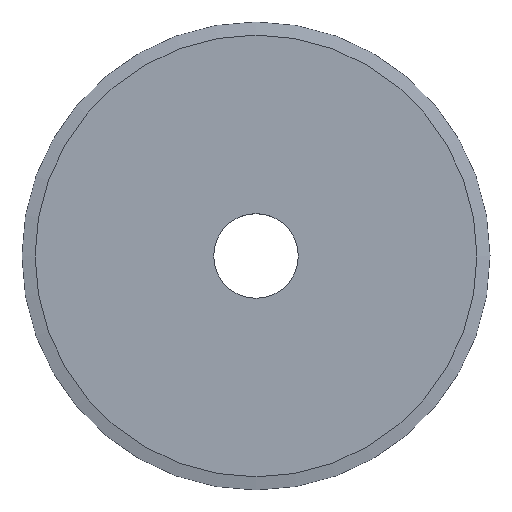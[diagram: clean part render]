
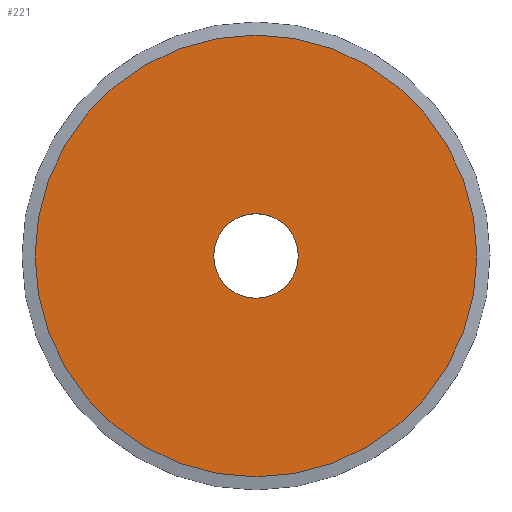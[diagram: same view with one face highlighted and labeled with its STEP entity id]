
A CAD part, top view. The second image highlights one B-rep face of the part: STEP entity #221.
In plain terms, the highlighted planar face has unit normal (0, 0, 1).
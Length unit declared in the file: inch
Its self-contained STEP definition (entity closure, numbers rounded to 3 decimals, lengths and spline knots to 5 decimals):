
#3 = CARTESIAN_POINT ( 'NONE',  ( 0., 0.0995, 0. ) ) ;
#5 = FACE_OUTER_BOUND ( 'NONE', #90, .T. ) ;
#8 = CIRCLE ( 'NONE', #281, 0.51988 ) ;
#23 = EDGE_LOOP ( 'NONE', ( #148, #252 ) ) ;
#24 = DIRECTION ( 'NONE',  ( 0., 0., 1. ) ) ;
#39 = EDGE_CURVE ( 'NONE', #93, #242, #212, .T. ) ;
#46 = CIRCLE ( 'NONE', #142, 0.0995 ) ;
#55 = DIRECTION ( 'NONE',  ( 1., 0., 0. ) ) ;
#62 = VERTEX_POINT ( 'NONE', #238 ) ;
#74 = CARTESIAN_POINT ( 'NONE',  ( 0., 0., 0. ) ) ;
#77 = CARTESIAN_POINT ( 'NONE',  ( 0., 0., 0. ) ) ;
#90 = EDGE_LOOP ( 'NONE', ( #254, #99 ) ) ;
#93 = VERTEX_POINT ( 'NONE', #286 ) ;
#94 = DIRECTION ( 'NONE',  ( 0., 0., -1. ) ) ;
#99 = ORIENTED_EDGE ( 'NONE', *, *, #234, .T. ) ;
#100 = PLANE ( 'NONE',  #203 ) ;
#103 = DIRECTION ( 'NONE',  ( 1., 0., 0. ) ) ;
#126 = DIRECTION ( 'NONE',  ( -1., 0., 0. ) ) ;
#142 = AXIS2_PLACEMENT_3D ( 'NONE', #143, #24, #175 ) ;
#143 = CARTESIAN_POINT ( 'NONE',  ( 0., 0., 0. ) ) ;
#146 = DIRECTION ( 'NONE',  ( 0., 0., 1. ) ) ;
#148 = ORIENTED_EDGE ( 'NONE', *, *, #259, .F. ) ;
#175 = DIRECTION ( 'NONE',  ( 1., 0., 0. ) ) ;
#193 = DIRECTION ( 'NONE',  ( 1., 0., 0. ) ) ;
#197 = DIRECTION ( 'NONE',  ( 0., 0., 1. ) ) ;
#203 = AXIS2_PLACEMENT_3D ( 'NONE', #3, #94, #126 ) ;
#212 = CIRCLE ( 'NONE', #253, 0.51988 ) ;
#218 = FACE_BOUND ( 'NONE', #23, .T. ) ;
#219 = CIRCLE ( 'NONE', #283, 0.0995 ) ;
#221 = ADVANCED_FACE ( 'NONE', ( #218, #5 ), #100, .F. ) ;
#234 = EDGE_CURVE ( 'NONE', #242, #93, #8, .T. ) ;
#238 = CARTESIAN_POINT ( 'NONE',  ( 0.0995, 0., 0. ) ) ;
#241 = DIRECTION ( 'NONE',  ( 0., 0., 1. ) ) ;
#242 = VERTEX_POINT ( 'NONE', #296 ) ;
#252 = ORIENTED_EDGE ( 'NONE', *, *, #256, .F. ) ;
#253 = AXIS2_PLACEMENT_3D ( 'NONE', #74, #146, #103 ) ;
#254 = ORIENTED_EDGE ( 'NONE', *, *, #39, .T. ) ;
#256 = EDGE_CURVE ( 'NONE', #292, #62, #46, .T. ) ;
#259 = EDGE_CURVE ( 'NONE', #62, #292, #219, .T. ) ;
#271 = CARTESIAN_POINT ( 'NONE',  ( -0.0995, 0., 0. ) ) ;
#273 = CARTESIAN_POINT ( 'NONE',  ( 0., 0., 0. ) ) ;
#281 = AXIS2_PLACEMENT_3D ( 'NONE', #77, #197, #193 ) ;
#283 = AXIS2_PLACEMENT_3D ( 'NONE', #273, #241, #55 ) ;
#286 = CARTESIAN_POINT ( 'NONE',  ( -0.51988, 0., 0. ) ) ;
#292 = VERTEX_POINT ( 'NONE', #271 ) ;
#296 = CARTESIAN_POINT ( 'NONE',  ( 0.51988, 0., 0. ) ) ;
